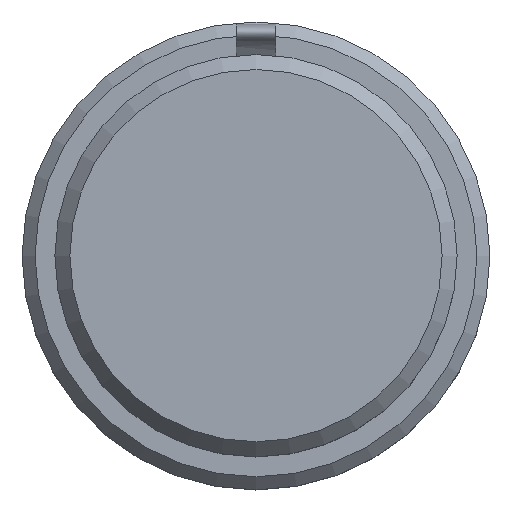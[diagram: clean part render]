
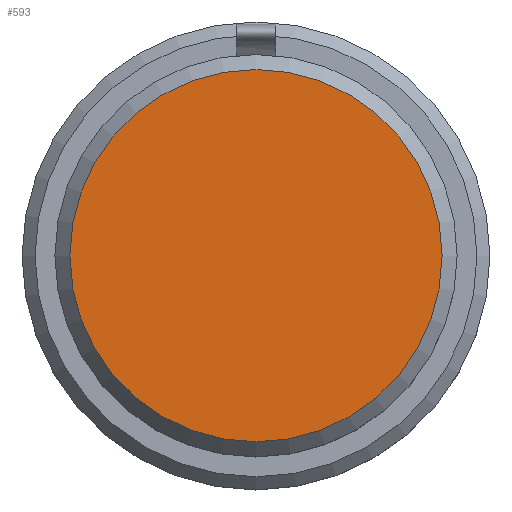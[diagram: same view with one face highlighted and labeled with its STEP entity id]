
A CAD part, top view. The second image highlights one B-rep face of the part: STEP entity #593.
In plain terms, the highlighted planar face has unit normal (0, 0, 1).
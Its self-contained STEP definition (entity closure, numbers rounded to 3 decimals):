
#53=PLANE('',#671);
#78=FACE_OUTER_BOUND('',#125,.T.);
#125=EDGE_LOOP('',(#458));
#252=CIRCLE('',#672,47.101);
#290=VERTEX_POINT('',#986);
#349=EDGE_CURVE('',#290,#290,#252,.T.);
#458=ORIENTED_EDGE('',*,*,#349,.F.);
#593=ADVANCED_FACE('',(#78),#53,.T.);
#671=AXIS2_PLACEMENT_3D('',#985,#799,#800);
#672=AXIS2_PLACEMENT_3D('',#987,#801,#802);
#799=DIRECTION('center_axis',(0.,0.,1.));
#800=DIRECTION('ref_axis',(1.,0.,0.));
#801=DIRECTION('center_axis',(0.,0.,-1.));
#802=DIRECTION('ref_axis',(1.,0.,0.));
#985=CARTESIAN_POINT('Origin',(0.,47.101,34.172));
#986=CARTESIAN_POINT('',(0.,-47.101,34.172));
#987=CARTESIAN_POINT('Origin',(0.,0.,34.172));
